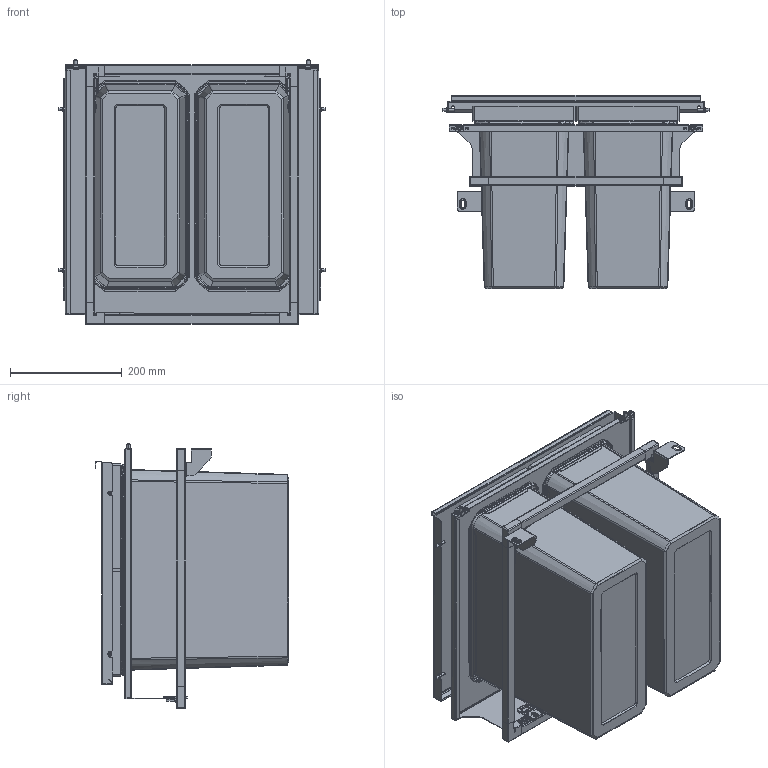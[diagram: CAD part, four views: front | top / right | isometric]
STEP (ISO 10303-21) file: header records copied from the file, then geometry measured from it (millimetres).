
FILE_DESCRIPTION(('STEP AP214'),'1');
FILE_NAME('8012605_V Cox Cast 500-2.STP','2024-08-15T08:41:55',(' '),(' '),'Spatial InterOp 3D',' ',' ');
FILE_SCHEMA(('AUTOMOTIVE_DESIGN { 1 0 10303 214 1 1 1 1 }'));
Length unit declared in the file: millimetre
Products named in the file (1): 3D-Objekt
Bounding box: 477 x 345.75 x 474 mm (x, y, z)
Volume: 2975526.9 mm3; surface area: 2452389.3 mm2
Topology: 34 solids, 34 shells, 4090 faces, 10218 edges, 6206 vertices
Faces by surface type: plane 1850, cylinder 1172, torus 464, cone 308, bspline 212, sphere 84
Entity records: 134431 total; most frequent: CARTESIAN_POINT 38470, ORIENTED_EDGE 20272, DIRECTION 19686, EDGE_CURVE 10136, AXIS2_PLACEMENT_3D 7056, VERTEX_POINT 6202, LINE 5574, VECTOR 5574
